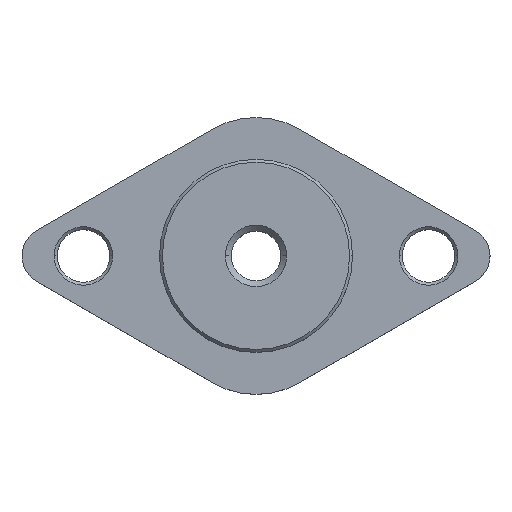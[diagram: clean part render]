
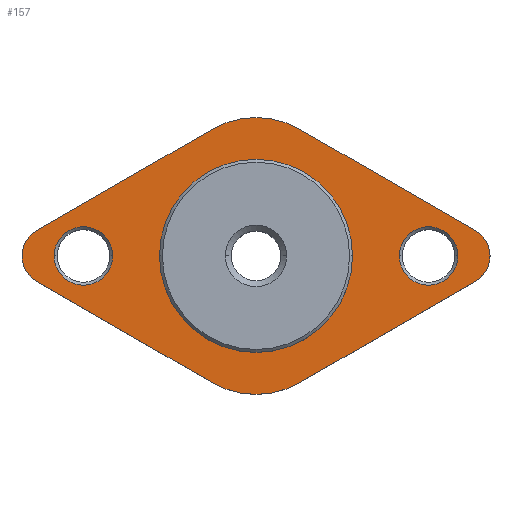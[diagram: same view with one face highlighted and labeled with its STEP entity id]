
A CAD part, top view. The second image highlights one B-rep face of the part: STEP entity #157.
In plain terms, the highlighted planar face has unit normal (0, 0, 1).
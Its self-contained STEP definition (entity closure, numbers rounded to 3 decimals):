
#6 = AXIS2_PLACEMENT_3D ( 'NONE', #589, #83, #377 ) ;
#7 = VERTEX_POINT ( 'NONE', #219 ) ;
#9 = DIRECTION ( 'NONE',  ( -1., 0., 0. ) ) ;
#10 = DIRECTION ( 'NONE',  ( 0.866, 0.5, 0. ) ) ;
#14 = VERTEX_POINT ( 'NONE', #704 ) ;
#15 = DIRECTION ( 'NONE',  ( 1., 0., 0. ) ) ;
#16 = EDGE_CURVE ( 'NONE', #541, #7, #434, .T. ) ;
#17 = DIRECTION ( 'NONE',  ( 0., 0., 1. ) ) ;
#26 = CARTESIAN_POINT ( 'NONE',  ( 37.5, -4.33, 10. ) ) ;
#27 = EDGE_CURVE ( 'NONE', #736, #240, #108, .T. ) ;
#28 = EDGE_LOOP ( 'NONE', ( #382, #484, #751, #855, #174, #53, #559, #386, #861 ) ) ;
#36 = AXIS2_PLACEMENT_3D ( 'NONE', #332, #528, #755 ) ;
#39 = PLANE ( 'NONE',  #811 ) ;
#43 = DIRECTION ( 'NONE',  ( -1., 0., 0. ) ) ;
#47 = CIRCLE ( 'NONE', #681, 16.5 ) ;
#49 = AXIS2_PLACEMENT_3D ( 'NONE', #757, #78, #914 ) ;
#53 = ORIENTED_EDGE ( 'NONE', *, *, #255, .T. ) ;
#64 = VECTOR ( 'NONE', #686, 1000. ) ;
#70 = DIRECTION ( 'NONE',  ( 0., 0., -1. ) ) ;
#78 = DIRECTION ( 'NONE',  ( 0., 0., 1. ) ) ;
#80 = VECTOR ( 'NONE', #260, 1000. ) ;
#82 = CARTESIAN_POINT ( 'NONE',  ( 29.5, 0., 10. ) ) ;
#83 = DIRECTION ( 'NONE',  ( 0., 0., 1. ) ) ;
#108 = CIRCLE ( 'NONE', #782, 5. ) ;
#111 = CARTESIAN_POINT ( 'NONE',  ( -37.5, 4.33, 10. ) ) ;
#117 = CARTESIAN_POINT ( 'NONE',  ( -29.5, 0., 10. ) ) ;
#120 = CARTESIAN_POINT ( 'NONE',  ( 0., 0., 10. ) ) ;
#121 = CIRCLE ( 'NONE', #476, 5. ) ;
#132 = CARTESIAN_POINT ( 'NONE',  ( -34.5, 0., 10. ) ) ;
#136 = EDGE_LOOP ( 'NONE', ( #800, #397 ) ) ;
#157 = ADVANCED_FACE ( 'NONE', ( #570, #334, #390, #815 ), #39, .F. ) ;
#161 = CARTESIAN_POINT ( 'NONE',  ( -35., 0., 10. ) ) ;
#174 = ORIENTED_EDGE ( 'NONE', *, *, #454, .T. ) ;
#176 = CARTESIAN_POINT ( 'NONE',  ( -7.5, -21.651, 10. ) ) ;
#182 = LINE ( 'NONE', #550, #80 ) ;
#183 = EDGE_CURVE ( 'NONE', #303, #263, #451, .T. ) ;
#184 = EDGE_LOOP ( 'NONE', ( #248, #749 ) ) ;
#188 = CARTESIAN_POINT ( 'NONE',  ( 0., -8.66, 10. ) ) ;
#193 = EDGE_CURVE ( 'NONE', #14, #817, #47, .T. ) ;
#206 = VERTEX_POINT ( 'NONE', #111 ) ;
#213 = DIRECTION ( 'NONE',  ( 0., 0., 1. ) ) ;
#216 = CIRCLE ( 'NONE', #798, 5. ) ;
#219 = CARTESIAN_POINT ( 'NONE',  ( 37.5, 4.33, 10. ) ) ;
#223 = DIRECTION ( 'NONE',  ( -1., 0., 0. ) ) ;
#240 = VERTEX_POINT ( 'NONE', #324 ) ;
#245 = EDGE_CURVE ( 'NONE', #7, #513, #807, .T. ) ;
#247 = DIRECTION ( 'NONE',  ( 0., 0., -1. ) ) ;
#248 = ORIENTED_EDGE ( 'NONE', *, *, #193, .F. ) ;
#255 = EDGE_CURVE ( 'NONE', #756, #206, #182, .T. ) ;
#260 = DIRECTION ( 'NONE',  ( -0.866, -0.5, 0. ) ) ;
#261 = VERTEX_POINT ( 'NONE', #330 ) ;
#263 = VERTEX_POINT ( 'NONE', #485 ) ;
#264 = DIRECTION ( 'NONE',  ( 0., 0., 1. ) ) ;
#272 = CARTESIAN_POINT ( 'NONE',  ( -7.5, -21.651, 10. ) ) ;
#303 = VERTEX_POINT ( 'NONE', #132 ) ;
#310 = CIRCLE ( 'NONE', #49, 16.5 ) ;
#311 = EDGE_CURVE ( 'NONE', #240, #736, #890, .T. ) ;
#324 = CARTESIAN_POINT ( 'NONE',  ( 34.5, 0., 10. ) ) ;
#330 = CARTESIAN_POINT ( 'NONE',  ( 7.5, -21.651, 10. ) ) ;
#332 = CARTESIAN_POINT ( 'NONE',  ( -35., 0., 10. ) ) ;
#334 = FACE_BOUND ( 'NONE', #136, .T. ) ;
#344 = EDGE_CURVE ( 'NONE', #817, #14, #310, .T. ) ;
#348 = DIRECTION ( 'NONE',  ( -1., 0., 0. ) ) ;
#362 = AXIS2_PLACEMENT_3D ( 'NONE', #712, #17, #223 ) ;
#363 = VECTOR ( 'NONE', #446, 1000. ) ;
#377 = DIRECTION ( 'NONE',  ( 1., 0., 0. ) ) ;
#382 = ORIENTED_EDGE ( 'NONE', *, *, #913, .T. ) ;
#386 = ORIENTED_EDGE ( 'NONE', *, *, #700, .T. ) ;
#390 = FACE_BOUND ( 'NONE', #184, .T. ) ;
#397 = ORIENTED_EDGE ( 'NONE', *, *, #183, .T. ) ;
#398 = EDGE_CURVE ( 'NONE', #261, #541, #702, .T. ) ;
#400 = DIRECTION ( 'NONE',  ( 0., 0., -1. ) ) ;
#405 = CIRCLE ( 'NONE', #6, 15. ) ;
#408 = CARTESIAN_POINT ( 'NONE',  ( 7.5, 21.651, 10. ) ) ;
#413 = CARTESIAN_POINT ( 'NONE',  ( 29.5, 0., 10. ) ) ;
#422 = DIRECTION ( 'NONE',  ( 0., 0., -1. ) ) ;
#428 = DIRECTION ( 'NONE',  ( -1., 0., 0. ) ) ;
#430 = EDGE_CURVE ( 'NONE', #263, #303, #216, .T. ) ;
#431 = CARTESIAN_POINT ( 'NONE',  ( -29.5, 0., 10. ) ) ;
#434 = CIRCLE ( 'NONE', #362, 5. ) ;
#437 = CIRCLE ( 'NONE', #36, 5. ) ;
#446 = DIRECTION ( 'NONE',  ( 0.866, -0.5, 0. ) ) ;
#451 = CIRCLE ( 'NONE', #480, 5. ) ;
#453 = EDGE_LOOP ( 'NONE', ( #602, #740 ) ) ;
#454 = EDGE_CURVE ( 'NONE', #513, #756, #405, .T. ) ;
#466 = VECTOR ( 'NONE', #10, 1000. ) ;
#469 = DIRECTION ( 'NONE',  ( -1., 0., 0. ) ) ;
#476 = AXIS2_PLACEMENT_3D ( 'NONE', #161, #213, #15 ) ;
#480 = AXIS2_PLACEMENT_3D ( 'NONE', #117, #400, #676 ) ;
#484 = ORIENTED_EDGE ( 'NONE', *, *, #398, .T. ) ;
#485 = CARTESIAN_POINT ( 'NONE',  ( -24.5, 0., 10. ) ) ;
#487 = CARTESIAN_POINT ( 'NONE',  ( -7.5, 21.651, 10. ) ) ;
#494 = EDGE_CURVE ( 'NONE', #630, #759, #858, .T. ) ;
#498 = CARTESIAN_POINT ( 'NONE',  ( 37.5, -4.33, 10. ) ) ;
#506 = CARTESIAN_POINT ( 'NONE',  ( 16.5, 0., 10. ) ) ;
#513 = VERTEX_POINT ( 'NONE', #663 ) ;
#528 = DIRECTION ( 'NONE',  ( 0., 0., 1. ) ) ;
#533 = CIRCLE ( 'NONE', #707, 15. ) ;
#541 = VERTEX_POINT ( 'NONE', #26 ) ;
#550 = CARTESIAN_POINT ( 'NONE',  ( -37.5, 4.33, 10. ) ) ;
#559 = ORIENTED_EDGE ( 'NONE', *, *, #832, .T. ) ;
#568 = CARTESIAN_POINT ( 'NONE',  ( 0., -8.66, 10. ) ) ;
#570 = FACE_BOUND ( 'NONE', #453, .T. ) ;
#574 = DIRECTION ( 'NONE',  ( 0., 0., -1. ) ) ;
#581 = CARTESIAN_POINT ( 'NONE',  ( -40., 0., 10. ) ) ;
#589 = CARTESIAN_POINT ( 'NONE',  ( 0., 8.66, 10. ) ) ;
#602 = ORIENTED_EDGE ( 'NONE', *, *, #311, .T. ) ;
#627 = AXIS2_PLACEMENT_3D ( 'NONE', #413, #70, #631 ) ;
#630 = VERTEX_POINT ( 'NONE', #898 ) ;
#631 = DIRECTION ( 'NONE',  ( -1., 0., 0. ) ) ;
#663 = CARTESIAN_POINT ( 'NONE',  ( 7.5, 21.651, 10. ) ) ;
#676 = DIRECTION ( 'NONE',  ( -1., 0., 0. ) ) ;
#681 = AXIS2_PLACEMENT_3D ( 'NONE', #120, #264, #43 ) ;
#686 = DIRECTION ( 'NONE',  ( -0.866, 0.5, 0. ) ) ;
#700 = EDGE_CURVE ( 'NONE', #881, #630, #437, .T. ) ;
#702 = LINE ( 'NONE', #498, #466 ) ;
#704 = CARTESIAN_POINT ( 'NONE',  ( -16.5, 0., 10. ) ) ;
#707 = AXIS2_PLACEMENT_3D ( 'NONE', #568, #847, #428 ) ;
#712 = CARTESIAN_POINT ( 'NONE',  ( 35., 0., 10. ) ) ;
#736 = VERTEX_POINT ( 'NONE', #764 ) ;
#740 = ORIENTED_EDGE ( 'NONE', *, *, #27, .T. ) ;
#749 = ORIENTED_EDGE ( 'NONE', *, *, #344, .F. ) ;
#751 = ORIENTED_EDGE ( 'NONE', *, *, #16, .T. ) ;
#755 = DIRECTION ( 'NONE',  ( 1., 0., 0. ) ) ;
#756 = VERTEX_POINT ( 'NONE', #487 ) ;
#757 = CARTESIAN_POINT ( 'NONE',  ( 0., 0., 10. ) ) ;
#759 = VERTEX_POINT ( 'NONE', #272 ) ;
#764 = CARTESIAN_POINT ( 'NONE',  ( 24.5, 0., 10. ) ) ;
#782 = AXIS2_PLACEMENT_3D ( 'NONE', #82, #422, #9 ) ;
#798 = AXIS2_PLACEMENT_3D ( 'NONE', #431, #574, #348 ) ;
#800 = ORIENTED_EDGE ( 'NONE', *, *, #430, .T. ) ;
#807 = LINE ( 'NONE', #408, #64 ) ;
#811 = AXIS2_PLACEMENT_3D ( 'NONE', #188, #247, #469 ) ;
#815 = FACE_OUTER_BOUND ( 'NONE', #28, .T. ) ;
#817 = VERTEX_POINT ( 'NONE', #506 ) ;
#832 = EDGE_CURVE ( 'NONE', #206, #881, #121, .T. ) ;
#847 = DIRECTION ( 'NONE',  ( 0., 0., 1. ) ) ;
#855 = ORIENTED_EDGE ( 'NONE', *, *, #245, .T. ) ;
#858 = LINE ( 'NONE', #176, #363 ) ;
#861 = ORIENTED_EDGE ( 'NONE', *, *, #494, .T. ) ;
#881 = VERTEX_POINT ( 'NONE', #581 ) ;
#890 = CIRCLE ( 'NONE', #627, 5. ) ;
#898 = CARTESIAN_POINT ( 'NONE',  ( -37.5, -4.33, 10. ) ) ;
#913 = EDGE_CURVE ( 'NONE', #759, #261, #533, .T. ) ;
#914 = DIRECTION ( 'NONE',  ( -1., 0., 0. ) ) ;
